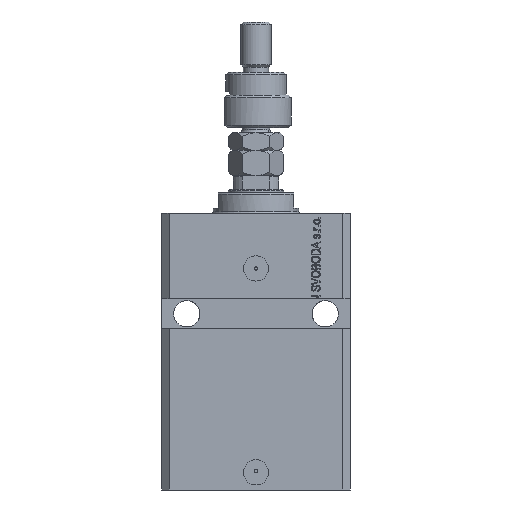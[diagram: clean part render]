
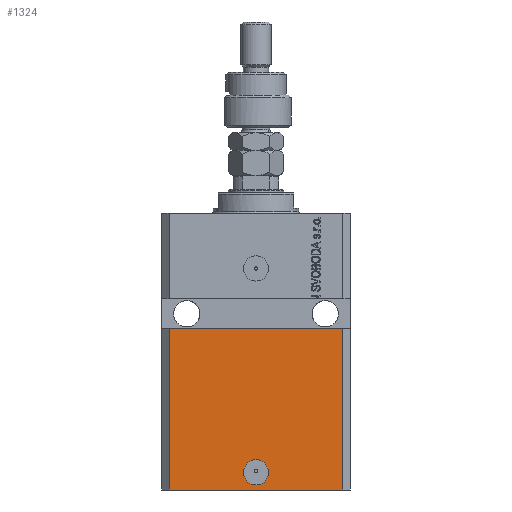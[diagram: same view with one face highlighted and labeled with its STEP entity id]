
A CAD part, front view. The second image highlights one B-rep face of the part: STEP entity #1324.
In plain terms, the highlighted planar face has unit normal (0, -1, 0).
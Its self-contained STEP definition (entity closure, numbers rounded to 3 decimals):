
#347 = AXIS2_PLACEMENT_3D ( 'NONE', #19216, #46061, #34519 ) ;
#1324 = ADVANCED_FACE ( 'NONE', ( #43956, #18094 ), #1774, .T. ) ;
#1774 = PLANE ( 'NONE',  #49146 ) ;
#1804 = DIRECTION ( 'NONE',  ( 0., 0., 1. ) ) ;
#1956 = EDGE_CURVE ( 'NONE', #7213, #39790, #22710, .T. ) ;
#2520 = DIRECTION ( 'NONE',  ( 0., -1., 0. ) ) ;
#2627 = DIRECTION ( 'NONE',  ( 0., 0., 1. ) ) ;
#3164 = EDGE_LOOP ( 'NONE', ( #12905, #31296, #45953, #41767 ) ) ;
#5321 = CARTESIAN_POINT ( 'NONE',  ( 34.5, -27.5, -46. ) ) ;
#6231 = CARTESIAN_POINT ( 'NONE',  ( 5., -27.5, -103. ) ) ;
#6824 = VECTOR ( 'NONE', #30749, 1000. ) ;
#6897 = DIRECTION ( 'NONE',  ( 1., 0., 0. ) ) ;
#7213 = VERTEX_POINT ( 'NONE', #21985 ) ;
#9183 = CIRCLE ( 'NONE', #347, 5. ) ;
#10234 = EDGE_CURVE ( 'NONE', #16682, #39790, #44559, .T. ) ;
#12905 = ORIENTED_EDGE ( 'NONE', *, *, #1956, .F. ) ;
#13761 = EDGE_CURVE ( 'NONE', #17510, #15003, #48483, .T. ) ;
#14474 = ORIENTED_EDGE ( 'NONE', *, *, #16998, .F. ) ;
#15003 = VERTEX_POINT ( 'NONE', #6231 ) ;
#16682 = VERTEX_POINT ( 'NONE', #45627 ) ;
#16998 = EDGE_CURVE ( 'NONE', #15003, #17510, #9183, .T. ) ;
#17510 = VERTEX_POINT ( 'NONE', #37845 ) ;
#18094 = FACE_OUTER_BOUND ( 'NONE', #3164, .T. ) ;
#18837 = EDGE_CURVE ( 'NONE', #34032, #16682, #43039, .T. ) ;
#19216 = CARTESIAN_POINT ( 'NONE',  ( 0., -27.5, -103. ) ) ;
#19704 = CARTESIAN_POINT ( 'NONE',  ( -34.5, -27.5, -110. ) ) ;
#21145 = CARTESIAN_POINT ( 'NONE',  ( -34.5, -27.5, -110. ) ) ;
#21909 = DIRECTION ( 'NONE',  ( 1., 0., 0. ) ) ;
#21985 = CARTESIAN_POINT ( 'NONE',  ( -34.5, -27.5, -46. ) ) ;
#22710 = LINE ( 'NONE', #38025, #48378 ) ;
#25311 = CARTESIAN_POINT ( 'NONE',  ( -34.5, -27.5, -110. ) ) ;
#27419 = VECTOR ( 'NONE', #1804, 1000. ) ;
#28952 = DIRECTION ( 'NONE',  ( 0., -1., 0. ) ) ;
#29142 = CARTESIAN_POINT ( 'NONE',  ( -34.5, -27.5, -110. ) ) ;
#30749 = DIRECTION ( 'NONE',  ( 1., 0., 0. ) ) ;
#30944 = ORIENTED_EDGE ( 'NONE', *, *, #13761, .F. ) ;
#31296 = ORIENTED_EDGE ( 'NONE', *, *, #39756, .F. ) ;
#32209 = CARTESIAN_POINT ( 'NONE',  ( 0., -27.5, -103. ) ) ;
#32526 = CARTESIAN_POINT ( 'NONE',  ( 34.5, -27.5, -110. ) ) ;
#32904 = DIRECTION ( 'NONE',  ( 0., 0., -1. ) ) ;
#34032 = VERTEX_POINT ( 'NONE', #25311 ) ;
#34519 = DIRECTION ( 'NONE',  ( 1., 0., 0. ) ) ;
#37845 = CARTESIAN_POINT ( 'NONE',  ( -5., -27.5, -103. ) ) ;
#38025 = CARTESIAN_POINT ( 'NONE',  ( -37.5, -27.5, -46. ) ) ;
#39756 = EDGE_CURVE ( 'NONE', #34032, #7213, #43227, .T. ) ;
#39790 = VERTEX_POINT ( 'NONE', #5321 ) ;
#40467 = AXIS2_PLACEMENT_3D ( 'NONE', #32209, #28952, #21909 ) ;
#41767 = ORIENTED_EDGE ( 'NONE', *, *, #10234, .T. ) ;
#43039 = LINE ( 'NONE', #19704, #6824 ) ;
#43227 = LINE ( 'NONE', #21145, #27419 ) ;
#43956 = FACE_BOUND ( 'NONE', #49524, .T. ) ;
#44559 = LINE ( 'NONE', #32526, #48337 ) ;
#45627 = CARTESIAN_POINT ( 'NONE',  ( 34.5, -27.5, -110. ) ) ;
#45953 = ORIENTED_EDGE ( 'NONE', *, *, #18837, .T. ) ;
#46061 = DIRECTION ( 'NONE',  ( 0., -1., 0. ) ) ;
#48337 = VECTOR ( 'NONE', #2627, 1000. ) ;
#48378 = VECTOR ( 'NONE', #6897, 1000. ) ;
#48483 = CIRCLE ( 'NONE', #40467, 5. ) ;
#49146 = AXIS2_PLACEMENT_3D ( 'NONE', #29142, #2520, #32904 ) ;
#49524 = EDGE_LOOP ( 'NONE', ( #14474, #30944 ) ) ;
